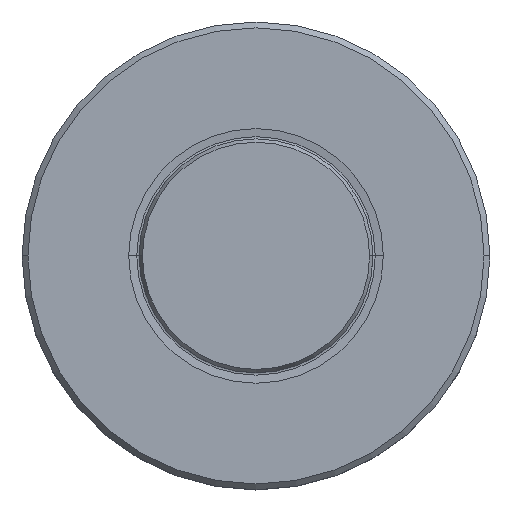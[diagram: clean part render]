
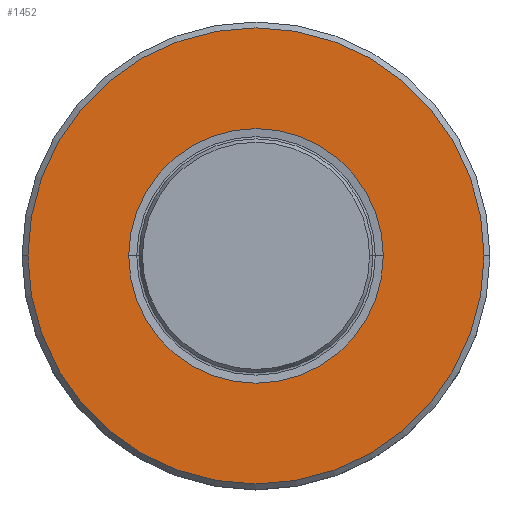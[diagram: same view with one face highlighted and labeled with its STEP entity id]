
A CAD part, top view. The second image highlights one B-rep face of the part: STEP entity #1452.
In plain terms, the highlighted planar face has unit normal (0, 0, 1).
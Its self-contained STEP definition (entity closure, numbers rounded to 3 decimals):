
#253=CARTESIAN_POINT('',(0.,0.,0.));
#254=DIRECTION('',(0.,0.,1.));
#255=DIRECTION('',(-1.,0.,0.));
#256=AXIS2_PLACEMENT_3D('',#253,#254,#255);
#261=CARTESIAN_POINT('',(0.,0.,0.));
#262=DIRECTION('',(0.,0.,-1.));
#263=DIRECTION('',(-1.,0.,0.));
#264=AXIS2_PLACEMENT_3D('',#261,#262,#263);
#269=CARTESIAN_POINT('',(0.,0.,0.));
#270=DIRECTION('',(0.,0.,-1.));
#271=DIRECTION('',(-1.,0.,0.));
#272=AXIS2_PLACEMENT_3D('',#269,#270,#271);
#284=CARTESIAN_POINT('',(0.,0.,0.));
#285=DIRECTION('',(0.,0.,1.));
#286=DIRECTION('',(-1.,0.,0.));
#287=AXIS2_PLACEMENT_3D('',#284,#285,#286);
#1175=CARTESIAN_POINT('',(-39.,0.,0.));
#1177=VERTEX_POINT('',#1175);
#1187=CARTESIAN_POINT('',(39.,0.,0.));
#1189=VERTEX_POINT('',#1187);
#1201=CARTESIAN_POINT('',(-21.765,0.,0.));
#1202=VERTEX_POINT('',#1201);
#1211=CARTESIAN_POINT('',(21.765,0.,0.));
#1212=VERTEX_POINT('',#1211);
#1437=CARTESIAN_POINT('',(0.,0.,0.));
#1438=DIRECTION('',(0.,0.,-1.));
#1439=DIRECTION('',(-1.,0.,0.));
#1440=AXIS2_PLACEMENT_3D('',#1437,#1438,#1439);
#1441=PLANE('',#1440);
#1443=ORIENTED_EDGE('',*,*,#1442,.T.);
#1445=ORIENTED_EDGE('',*,*,#1444,.F.);
#1446=EDGE_LOOP('',(#1443,#1445));
#1447=FACE_OUTER_BOUND('',#1446,.F.);
#1448=ORIENTED_EDGE('',*,*,#1419,.T.);
#1449=ORIENTED_EDGE('',*,*,#1430,.F.);
#1450=EDGE_LOOP('',(#1448,#1449));
#1451=FACE_BOUND('',#1450,.F.);
#257=CIRCLE('',#256,21.765);
#265=CIRCLE('',#264,21.765);
#273=CIRCLE('',#272,39.);
#288=CIRCLE('',#287,39.);
#1419=EDGE_CURVE('',#1202,#1212,#257,.T.);
#1430=EDGE_CURVE('',#1202,#1212,#265,.T.);
#1442=EDGE_CURVE('',#1177,#1189,#273,.T.);
#1444=EDGE_CURVE('',#1177,#1189,#288,.T.);
#1452=ADVANCED_FACE('',(#1447,#1451),#1441,.F.);
